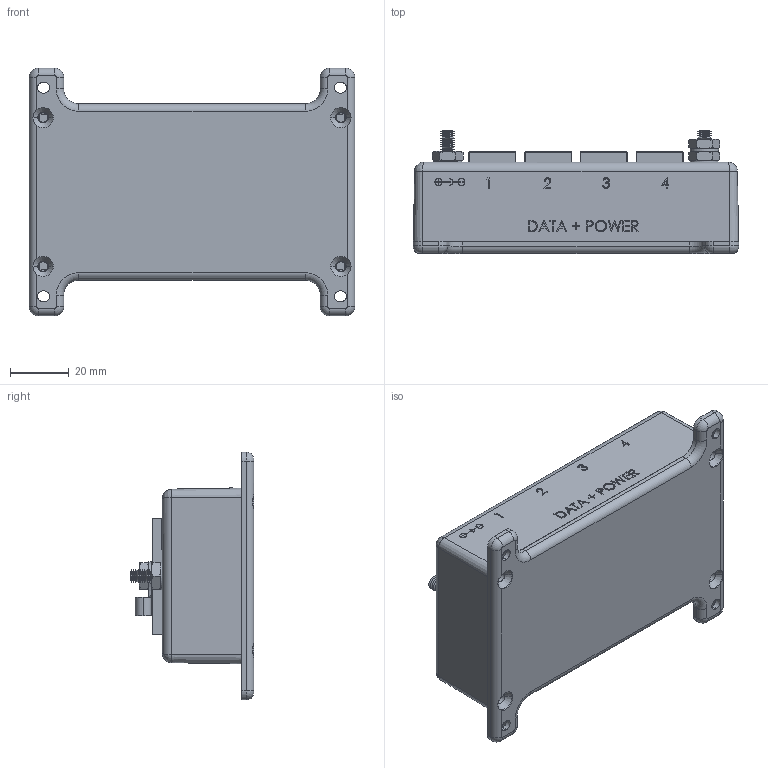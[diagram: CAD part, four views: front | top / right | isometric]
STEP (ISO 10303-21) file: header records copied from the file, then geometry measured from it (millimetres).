
FILE_DESCRIPTION (( 'STEP AP214' ), '1' );
FILE_NAME ('PI-4C6-AFB_3D.STEP', '2020-03-18T18:00:14', ( '' ), ( '' ), 'SwSTEP 2.0', 'SolidWorks 2018', '' );
FILE_SCHEMA (( 'AUTOMOTIVE_DESIGN' ));
Length unit declared in the file: inch
Products named in the file (8): XF377-01; HYP346 rev1; XFN-0003; XMH-0016; PI-4C6-AFB_3D; XCT-0005; XFW-0002; 1AT02-018
Assembly tree (15 placements, depth 2):
  PI-4C6-AFB_3D
    1AT02-018
    XF377-01
    XMH-0016  x2
    HYP346 rev1
    XFW-0002  x4
    XFN-0003  x5
    XCT-0005
Bounding box: 111.15 x 42.11 x 84.58 mm (x, y, z)
Volume: 79815.5 mm3; surface area: 71999.3 mm2
Topology: 15 solids, 15 shells, 1832 faces, 4392 edges, 2739 vertices
Faces by surface type: plane 767, cylinder 532, cone 410, bspline 77, torus 46
Entity records: 61443 total; most frequent: CARTESIAN_POINT 13902, DIRECTION 7331, ORIENTED_EDGE 7160, EDGE_CURVE 3580, AXIS2_PLACEMENT_3D 2596, VERTEX_POINT 2265, VECTOR 2139, LINE 2139
